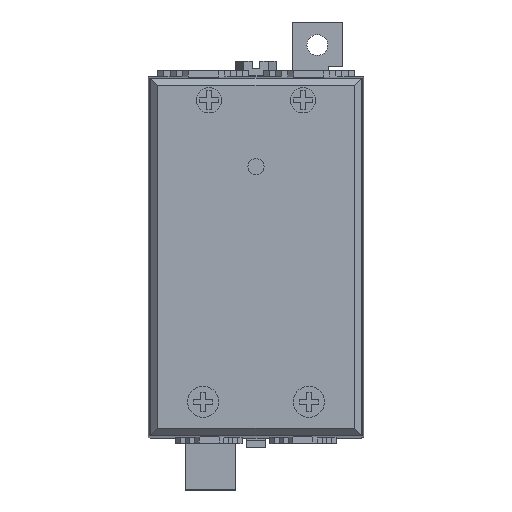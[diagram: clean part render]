
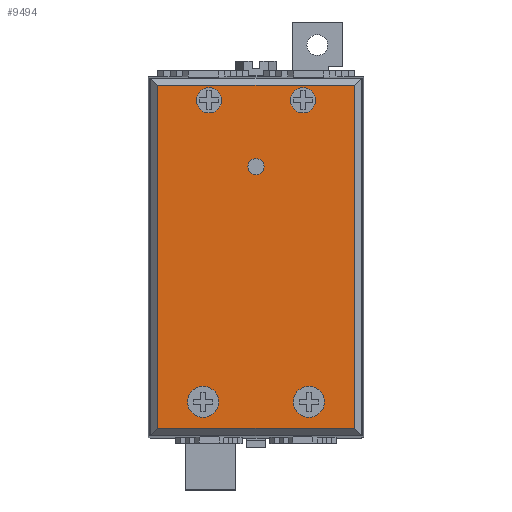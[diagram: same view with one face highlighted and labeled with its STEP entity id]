
A CAD part, top view. The second image highlights one B-rep face of the part: STEP entity #9494.
In plain terms, the highlighted planar face has unit normal (0, 0, 1).
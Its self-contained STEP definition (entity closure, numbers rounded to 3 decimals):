
#2950=CARTESIAN_POINT('',(-0.752,71.171,102.24));
#2951=DIRECTION('',(0.,0.,1.));
#2952=DIRECTION('',(1.,0.,0.));
#2953=AXIS2_PLACEMENT_3D('',#2950,#2951,#2952);
#2955=CARTESIAN_POINT('',(-0.752,71.171,102.24));
#2956=DIRECTION('',(0.,0.,1.));
#2957=DIRECTION('',(-1.,0.,0.));
#2958=AXIS2_PLACEMENT_3D('',#2955,#2956,#2957);
#2960=CARTESIAN_POINT('',(19.06,71.171,102.24));
#2961=DIRECTION('',(0.,0.,1.));
#2962=DIRECTION('',(1.,0.,0.));
#2963=AXIS2_PLACEMENT_3D('',#2960,#2961,#2962);
#2965=CARTESIAN_POINT('',(19.06,71.171,102.24));
#2966=DIRECTION('',(0.,0.,1.));
#2967=DIRECTION('',(-1.,0.,0.));
#2968=AXIS2_PLACEMENT_3D('',#2965,#2966,#2967);
#2970=CARTESIAN_POINT('',(9.154,57.15,102.24));
#2971=DIRECTION('',(0.,0.,1.));
#2972=DIRECTION('',(1.,0.,0.));
#2973=AXIS2_PLACEMENT_3D('',#2970,#2971,#2972);
#2975=CARTESIAN_POINT('',(9.154,57.15,102.24));
#2976=DIRECTION('',(0.,0.,1.));
#2977=DIRECTION('',(-1.,0.,0.));
#2978=AXIS2_PLACEMENT_3D('',#2975,#2976,#2977);
#2980=CARTESIAN_POINT('',(-2.022,7.493,102.24));
#2981=DIRECTION('',(0.,0.,1.));
#2982=DIRECTION('',(1.,0.,0.));
#2983=AXIS2_PLACEMENT_3D('',#2980,#2981,#2982);
#2985=CARTESIAN_POINT('',(-2.022,7.493,102.24));
#2986=DIRECTION('',(0.,0.,1.));
#2987=DIRECTION('',(-1.,0.,0.));
#2988=AXIS2_PLACEMENT_3D('',#2985,#2986,#2987);
#2990=CARTESIAN_POINT('',(20.33,7.493,102.24));
#2991=DIRECTION('',(0.,0.,1.));
#2992=DIRECTION('',(1.,0.,0.));
#2993=AXIS2_PLACEMENT_3D('',#2990,#2991,#2992);
#2995=CARTESIAN_POINT('',(20.33,7.493,102.24));
#2996=DIRECTION('',(0.,0.,1.));
#2997=DIRECTION('',(-1.,0.,0.));
#2998=AXIS2_PLACEMENT_3D('',#2995,#2996,#2997);
#3000=DIRECTION('',(0.,1.,0.));
#3001=VECTOR('',#3000,72.438);
#3002=CARTESIAN_POINT('',(29.879,1.881,102.24));
#3003=LINE('',#3002,#3001);
#3004=DIRECTION('',(1.,0.,0.));
#3005=VECTOR('',#3004,41.45);
#3006=CARTESIAN_POINT('',(-11.571,1.881,102.24));
#3007=LINE('',#3006,#3005);
#3008=DIRECTION('',(0.,-1.,0.));
#3009=VECTOR('',#3008,72.438);
#3010=CARTESIAN_POINT('',(-11.571,74.319,102.24));
#3011=LINE('',#3010,#3009);
#3012=DIRECTION('',(-1.,0.,0.));
#3013=VECTOR('',#3012,41.45);
#3014=CARTESIAN_POINT('',(29.879,74.319,102.24));
#3015=LINE('',#3014,#3013);
#5002=CARTESIAN_POINT('',(1.91,71.171,102.24));
#5003=CARTESIAN_POINT('',(-3.414,71.171,102.24));
#5004=VERTEX_POINT('',#5002);
#5005=VERTEX_POINT('',#5003);
#5006=CARTESIAN_POINT('',(21.722,71.171,102.24));
#5007=CARTESIAN_POINT('',(16.398,71.171,102.24));
#5008=VERTEX_POINT('',#5006);
#5009=VERTEX_POINT('',#5007);
#5010=CARTESIAN_POINT('',(10.864,57.15,102.24));
#5011=CARTESIAN_POINT('',(7.445,57.15,102.24));
#5012=VERTEX_POINT('',#5010);
#5013=VERTEX_POINT('',#5011);
#5014=CARTESIAN_POINT('',(1.275,7.493,102.24));
#5015=CARTESIAN_POINT('',(-5.319,7.493,102.24));
#5016=VERTEX_POINT('',#5014);
#5017=VERTEX_POINT('',#5015);
#5018=CARTESIAN_POINT('',(23.627,7.493,102.24));
#5019=CARTESIAN_POINT('',(17.033,7.493,102.24));
#5020=VERTEX_POINT('',#5018);
#5021=VERTEX_POINT('',#5019);
#5582=CARTESIAN_POINT('',(29.879,1.881,102.24));
#5583=CARTESIAN_POINT('',(29.879,74.319,102.24));
#5584=VERTEX_POINT('',#5582);
#5585=VERTEX_POINT('',#5583);
#5592=CARTESIAN_POINT('',(-11.571,74.319,102.24));
#5593=VERTEX_POINT('',#5592);
#5596=CARTESIAN_POINT('',(-11.571,1.881,102.24));
#5597=VERTEX_POINT('',#5596);
#9451=CARTESIAN_POINT('',(0.,76.2,102.24));
#9452=DIRECTION('',(0.,0.,1.));
#9453=DIRECTION('',(1.,0.,0.));
#9454=AXIS2_PLACEMENT_3D('',#9451,#9452,#9453);
#9455=PLANE('',#9454);
#9456=ORIENTED_EDGE('',*,*,#9441,.F.);
#9458=ORIENTED_EDGE('',*,*,#9457,.F.);
#9460=ORIENTED_EDGE('',*,*,#9459,.F.);
#9461=ORIENTED_EDGE('',*,*,#9429,.F.);
#9462=EDGE_LOOP('',(#9456,#9458,#9460,#9461));
#9463=FACE_OUTER_BOUND('',#9462,.F.);
#9465=ORIENTED_EDGE('',*,*,#9464,.T.);
#9467=ORIENTED_EDGE('',*,*,#9466,.T.);
#9468=EDGE_LOOP('',(#9465,#9467));
#9469=FACE_BOUND('',#9468,.F.);
#9471=ORIENTED_EDGE('',*,*,#9470,.T.);
#9473=ORIENTED_EDGE('',*,*,#9472,.T.);
#9474=EDGE_LOOP('',(#9471,#9473));
#9475=FACE_BOUND('',#9474,.F.);
#9477=ORIENTED_EDGE('',*,*,#9476,.T.);
#9479=ORIENTED_EDGE('',*,*,#9478,.T.);
#9480=EDGE_LOOP('',(#9477,#9479));
#9481=FACE_BOUND('',#9480,.F.);
#9483=ORIENTED_EDGE('',*,*,#9482,.T.);
#9485=ORIENTED_EDGE('',*,*,#9484,.T.);
#9486=EDGE_LOOP('',(#9483,#9485));
#9487=FACE_BOUND('',#9486,.F.);
#9489=ORIENTED_EDGE('',*,*,#9488,.T.);
#9491=ORIENTED_EDGE('',*,*,#9490,.T.);
#9492=EDGE_LOOP('',(#9489,#9491));
#9493=FACE_BOUND('',#9492,.F.);
#2954=CIRCLE('',#2953,2.662);
#2959=CIRCLE('',#2958,2.662);
#2964=CIRCLE('',#2963,2.662);
#2969=CIRCLE('',#2968,2.662);
#2974=CIRCLE('',#2973,1.709);
#2979=CIRCLE('',#2978,1.709);
#2984=CIRCLE('',#2983,3.297);
#2989=CIRCLE('',#2988,3.297);
#2994=CIRCLE('',#2993,3.297);
#2999=CIRCLE('',#2998,3.297);
#9429=EDGE_CURVE('',#5585,#5593,#3015,.T.);
#9441=EDGE_CURVE('',#5584,#5585,#3003,.T.);
#9457=EDGE_CURVE('',#5597,#5584,#3007,.T.);
#9459=EDGE_CURVE('',#5593,#5597,#3011,.T.);
#9464=EDGE_CURVE('',#5008,#5009,#2964,.T.);
#9466=EDGE_CURVE('',#5009,#5008,#2969,.T.);
#9470=EDGE_CURVE('',#5012,#5013,#2974,.T.);
#9472=EDGE_CURVE('',#5013,#5012,#2979,.T.);
#9476=EDGE_CURVE('',#5016,#5017,#2984,.T.);
#9478=EDGE_CURVE('',#5017,#5016,#2989,.T.);
#9482=EDGE_CURVE('',#5020,#5021,#2994,.T.);
#9484=EDGE_CURVE('',#5021,#5020,#2999,.T.);
#9488=EDGE_CURVE('',#5004,#5005,#2954,.T.);
#9490=EDGE_CURVE('',#5005,#5004,#2959,.T.);
#9494=ADVANCED_FACE('',(#9463,#9469,#9475,#9481,#9487,#9493),#9455,.T.);
